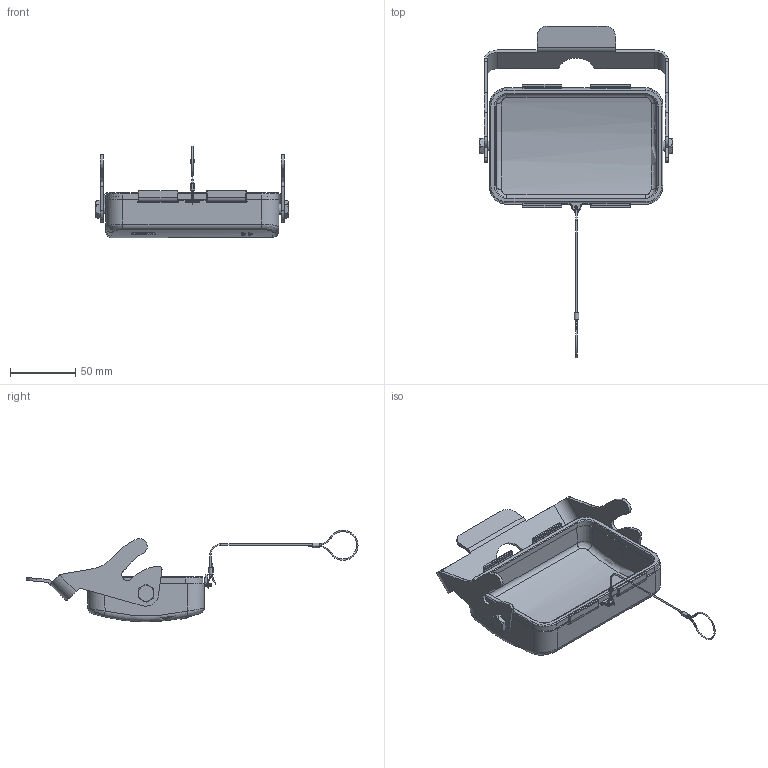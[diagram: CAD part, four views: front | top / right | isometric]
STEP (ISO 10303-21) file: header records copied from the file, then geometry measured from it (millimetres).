
FILE_DESCRIPTION(/* description */ (''),/* implementation_level */ '2;1');
FILE_NAME(/* name */ '3D_1120480258001_H48B-MMCV-1L_S.1S_V1.0.stp',/* time_stamp */ '2024-04-01T11:54:34+08:00',/* author */ (''),/* organization */ (''),/* preprocessor_version */ 'ST-DEVELOPER v18.1',/* originating_system */ 'SIEMENS PLM Software NX 1980',/* authorisation */ '');
FILE_SCHEMA (('AUTOMOTIVE_DESIGN { 1 0 10303 214 3 1 1 1 }'));
Length unit declared in the file: millimetre
Products named in the file (1): _model1
Bounding box: 147.87 x 253.58 x 69.92 mm (x, y, z)
Volume: 122477.7 mm3; surface area: 68592.5 mm2
Topology: 1 solids, 1 shells, 522 faces, 1341 edges, 822 vertices
Faces by surface type: cylinder 202, plane 171, torus 59, cone 36, bspline 36, sphere 18
Full cylindrical faces by diameter (mm): 1 x4, 2 x1, 3.5 x2, 4.8 x1, 7.84 x2, 8.1 x2
Entity records: 19521 total; most frequent: CARTESIAN_POINT 6159, ORIENTED_EDGE 2558, DIRECTION 2454, EDGE_CURVE 1279, AXIS2_PLACEMENT_3D 960, VERTEX_POINT 805, EDGE_LOOP 582, LINE 534
